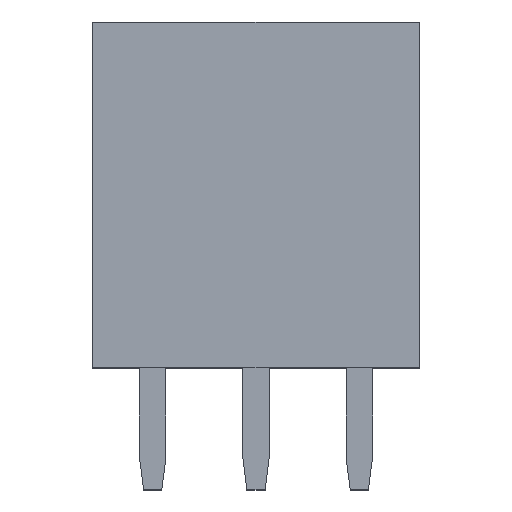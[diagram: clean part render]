
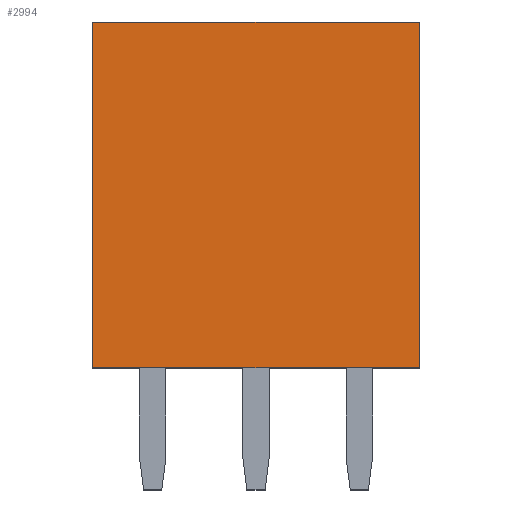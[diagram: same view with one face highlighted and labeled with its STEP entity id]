
A CAD part, top view. The second image highlights one B-rep face of the part: STEP entity #2994.
In plain terms, the highlighted planar face has unit normal (0, 0, 1).
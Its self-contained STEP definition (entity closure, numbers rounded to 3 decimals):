
#190=DIRECTION('',(-1.,0.,0.));
#191=VECTOR('',#190,8.02);
#192=CARTESIAN_POINT('',(6.55,0.,2.52));
#193=LINE('',#192,#191);
#1289=DIRECTION('',(0.,1.,0.));
#1290=VECTOR('',#1289,8.5);
#1291=CARTESIAN_POINT('',(6.55,-8.5,2.52));
#1292=LINE('',#1291,#1290);
#1310=DIRECTION('',(1.,0.,0.));
#1311=VECTOR('',#1310,8.02);
#1312=CARTESIAN_POINT('',(-1.47,-8.5,2.52));
#1313=LINE('',#1312,#1311);
#1324=DIRECTION('',(0.,1.,0.));
#1325=VECTOR('',#1324,8.5);
#1326=CARTESIAN_POINT('',(-1.47,-8.5,2.52));
#1327=LINE('',#1326,#1325);
#1767=CARTESIAN_POINT('',(-1.47,-8.5,2.52));
#1768=CARTESIAN_POINT('',(-1.47,0.,2.52));
#1769=VERTEX_POINT('',#1767);
#1770=VERTEX_POINT('',#1768);
#1783=CARTESIAN_POINT('',(6.55,-8.5,2.52));
#1784=CARTESIAN_POINT('',(6.55,0.,2.52));
#1785=VERTEX_POINT('',#1783);
#1786=VERTEX_POINT('',#1784);
#2981=CARTESIAN_POINT('',(-1.27,0.,2.52));
#2982=DIRECTION('',(0.,0.,1.));
#2983=DIRECTION('',(1.,0.,0.));
#2984=AXIS2_PLACEMENT_3D('',#2981,#2982,#2983);
#2985=PLANE('',#2984);
#2986=ORIENTED_EDGE('',*,*,#1808,.F.);
#2987=ORIENTED_EDGE('',*,*,#2964,.F.);
#2989=ORIENTED_EDGE('',*,*,#2988,.F.);
#2991=ORIENTED_EDGE('',*,*,#2990,.T.);
#2992=EDGE_LOOP('',(#2986,#2987,#2989,#2991));
#2993=FACE_OUTER_BOUND('',#2992,.F.);
#2994=ADVANCED_FACE('',(#2993),#2985,.T.);
#1808=EDGE_CURVE('',#1786,#1770,#193,.T.);
#2964=EDGE_CURVE('',#1785,#1786,#1292,.T.);
#2988=EDGE_CURVE('',#1769,#1785,#1313,.T.);
#2990=EDGE_CURVE('',#1769,#1770,#1327,.T.);
